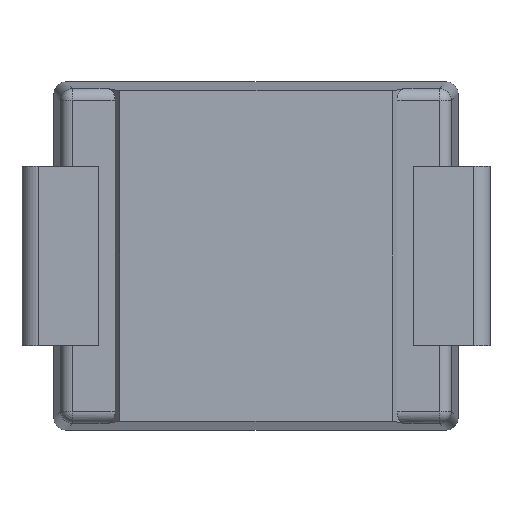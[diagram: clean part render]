
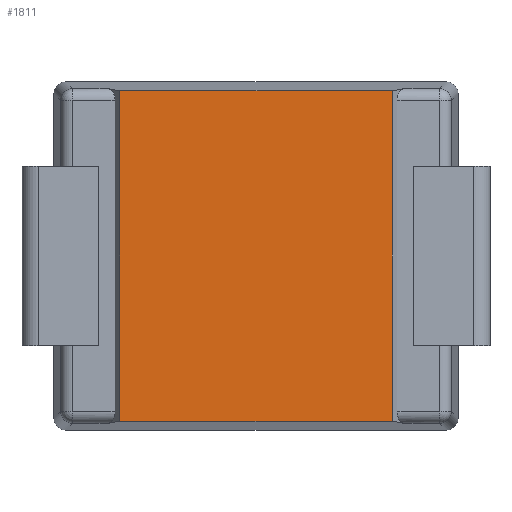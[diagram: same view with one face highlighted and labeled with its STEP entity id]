
A CAD part, front view. The second image highlights one B-rep face of the part: STEP entity #1811.
In plain terms, the highlighted planar face has unit normal (0, -1, 0).
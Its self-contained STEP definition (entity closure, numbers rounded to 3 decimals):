
#37 = CARTESIAN_POINT ( 'NONE',  ( 3.428, 0.2, -2.802 ) ) ;
#46 = DIRECTION ( 'NONE',  ( 0., 0., -1. ) ) ;
#52 = VECTOR ( 'NONE', #887, 1000. ) ;
#74 = CARTESIAN_POINT ( 'NONE',  ( -2.312, 0.2, 0. ) ) ;
#121 = VERTEX_POINT ( 'NONE', #2154 ) ;
#316 = EDGE_CURVE ( 'NONE', #1211, #526, #354, .T. ) ;
#342 = ORIENTED_EDGE ( 'NONE', *, *, #1631, .T. ) ;
#354 = LINE ( 'NONE', #37, #52 ) ;
#366 = DIRECTION ( 'NONE',  ( 0., 0., 1. ) ) ;
#466 = DIRECTION ( 'NONE',  ( 0., 1., 0. ) ) ;
#526 = VERTEX_POINT ( 'NONE', #2199 ) ;
#585 = ORIENTED_EDGE ( 'NONE', *, *, #1938, .T. ) ;
#642 = DIRECTION ( 'NONE',  ( 0., 0., 1. ) ) ;
#646 = VECTOR ( 'NONE', #46, 1000. ) ;
#658 = ORIENTED_EDGE ( 'NONE', *, *, #2118, .T. ) ;
#682 = VERTEX_POINT ( 'NONE', #1554 ) ;
#818 = LINE ( 'NONE', #2167, #1414 ) ;
#838 = CARTESIAN_POINT ( 'NONE',  ( 0., 0.2, 0. ) ) ;
#887 = DIRECTION ( 'NONE',  ( 1., 0., 0. ) ) ;
#1032 = LINE ( 'NONE', #1236, #1331 ) ;
#1158 = PLANE ( 'NONE',  #1320 ) ;
#1211 = VERTEX_POINT ( 'NONE', #2100 ) ;
#1236 = CARTESIAN_POINT ( 'NONE',  ( 2.312, 0.2, 0. ) ) ;
#1320 = AXIS2_PLACEMENT_3D ( 'NONE', #838, #466, #642 ) ;
#1331 = VECTOR ( 'NONE', #366, 1000. ) ;
#1414 = VECTOR ( 'NONE', #1663, 1000. ) ;
#1554 = CARTESIAN_POINT ( 'NONE',  ( -2.312, 0.2, 2.802 ) ) ;
#1598 = LINE ( 'NONE', #74, #646 ) ;
#1631 = EDGE_CURVE ( 'NONE', #121, #682, #818, .T. ) ;
#1663 = DIRECTION ( 'NONE',  ( -1., 0., 0. ) ) ;
#1675 = FACE_OUTER_BOUND ( 'NONE', #1908, .T. ) ;
#1811 = ADVANCED_FACE ( 'NONE', ( #1675 ), #1158, .F. ) ;
#1908 = EDGE_LOOP ( 'NONE', ( #342, #585, #2031, #658 ) ) ;
#1938 = EDGE_CURVE ( 'NONE', #682, #1211, #1598, .T. ) ;
#2031 = ORIENTED_EDGE ( 'NONE', *, *, #316, .T. ) ;
#2100 = CARTESIAN_POINT ( 'NONE',  ( -2.312, 0.2, -2.802 ) ) ;
#2118 = EDGE_CURVE ( 'NONE', #526, #121, #1032, .T. ) ;
#2154 = CARTESIAN_POINT ( 'NONE',  ( 2.312, 0.2, 2.802 ) ) ;
#2167 = CARTESIAN_POINT ( 'NONE',  ( 3.428, 0.2, 2.802 ) ) ;
#2199 = CARTESIAN_POINT ( 'NONE',  ( 2.312, 0.2, -2.802 ) ) ;
